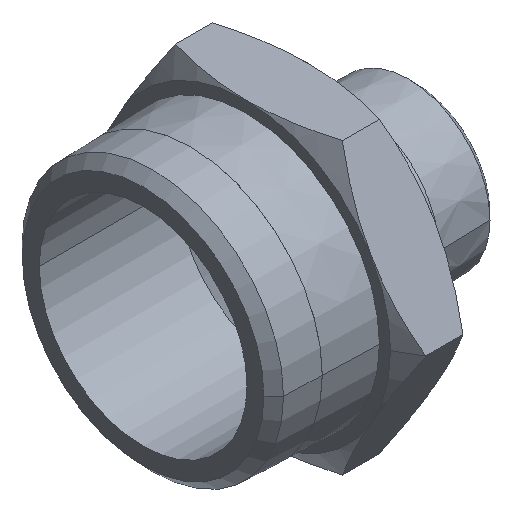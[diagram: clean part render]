
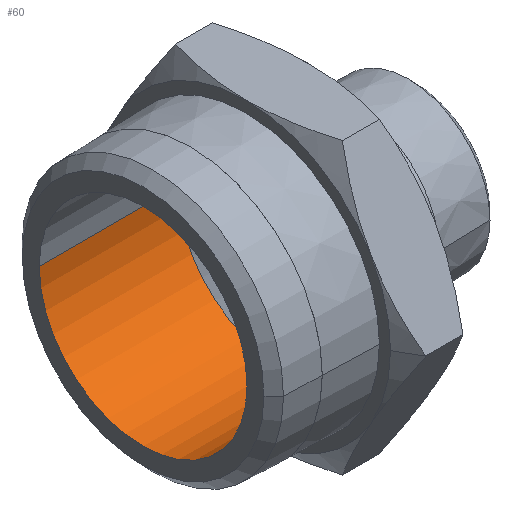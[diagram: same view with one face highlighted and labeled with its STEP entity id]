
A CAD part, isometric view. The second image highlights one B-rep face of the part: STEP entity #60.
In plain terms, the highlighted cylindrical face has radius 16.5 mm (diameter 33 mm), a partial arc.
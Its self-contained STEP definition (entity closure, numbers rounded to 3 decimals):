
#60=ADVANCED_FACE('',(#125),#126,.F.);
#125=FACE_OUTER_BOUND('',#233,.T.);
#126=CYLINDRICAL_SURFACE('',#234,16.5);
#233=EDGE_LOOP('',(#407,#408,#409,#410));
#234=AXIS2_PLACEMENT_3D('',#411,#412,#413);
#407=ORIENTED_EDGE('',*,*,#715,.T.);
#408=ORIENTED_EDGE('',*,*,#718,.F.);
#409=ORIENTED_EDGE('',*,*,#716,.T.);
#410=ORIENTED_EDGE('',*,*,#719,.T.);
#411=CARTESIAN_POINT('',(10.5,0.0,0.0));
#412=DIRECTION('',(1.0,0.0,0.0));
#413=DIRECTION('',(0.0,1.0,0.0));
#715=EDGE_CURVE('',#854,#859,#860,.T.);
#716=EDGE_CURVE('',#861,#856,#862,.T.);
#718=EDGE_CURVE('',#861,#859,#864,.T.);
#719=EDGE_CURVE('',#856,#854,#865,.T.);
#854=VERTEX_POINT('',#1084);
#856=VERTEX_POINT('',#1087);
#859=VERTEX_POINT('',#1091);
#860=LINE('',#1092,#1093);
#861=VERTEX_POINT('',#1094);
#862=LINE('',#1095,#1096);
#864=CIRCLE('',#1098,16.5);
#865=CIRCLE('',#1099,16.5);
#1084=CARTESIAN_POINT('',(22.0,16.5,0.0));
#1087=CARTESIAN_POINT('',(22.0,-16.5,0.));
#1091=CARTESIAN_POINT('',(0.,16.5,0.));
#1092=CARTESIAN_POINT('',(10.5,16.5,0.));
#1093=VECTOR('',#1477,1.0);
#1094=CARTESIAN_POINT('',(0.0,-16.5,0.));
#1095=CARTESIAN_POINT('',(10.5,-16.5,0.));
#1096=VECTOR('',#1478,1.0);
#1098=AXIS2_PLACEMENT_3D('',#1482,#1483,#1484);
#1099=AXIS2_PLACEMENT_3D('',#1485,#1486,#1487);
#1477=DIRECTION('',(-1.0,-0.0,0.0));
#1478=DIRECTION('',(1.0,-0.0,0.0));
#1482=CARTESIAN_POINT('',(0.0,0.0,0.0));
#1483=DIRECTION('',(1.0,0.,0.0));
#1484=DIRECTION('',(0.,1.0,0.0));
#1485=CARTESIAN_POINT('',(22.0,0.0,0.0));
#1486=DIRECTION('',(1.0,0.0,0.0));
#1487=DIRECTION('',(0.0,1.0,0.0));
